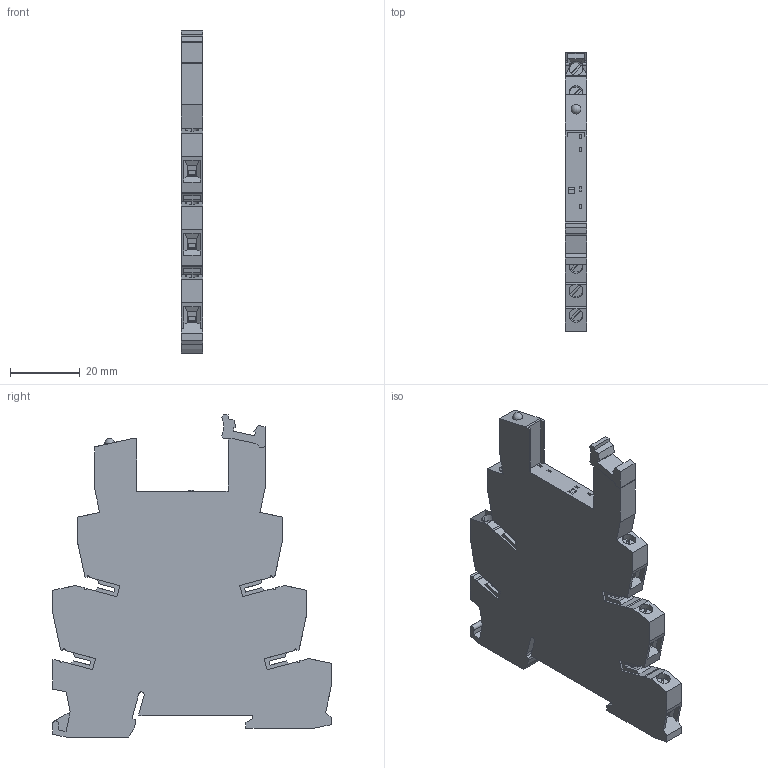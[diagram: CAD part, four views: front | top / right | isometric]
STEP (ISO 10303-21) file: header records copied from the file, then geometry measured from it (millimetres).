
FILE_DESCRIPTION(('Creo Elements/Direct Modeling STEP Export'),'2;1');
FILE_NAME('model.stp','2022-11-30T11:37:38',(''),(''),'Creo Elements/Direct Modeling STEP processor for AP214 (Solid Model)','Creo Elements/Direct Modeling 20.1D 10-Oct-2020 (C) Parametric Technology GmbH','');
FILE_SCHEMA(('AUTOMOTIVE_DESIGN { 1 0 10303 214 1 1 1 1 }'));
Length unit declared in the file: millimetre
Products named in the file (2): PLC-BSC-6-ACT-SOC05-select
Assembly tree (1 placements, depth 2):
  PLC-BSC-6-ACT-SOC05-select
    PLC-BSC-6-ACT-SOC05-select
Bounding box: 6.1 x 80 x 92.6 mm (x, y, z)
Volume: 28031 mm3; surface area: 13366.8 mm2
Topology: 1 solids, 1 shells, 338 faces, 948 edges, 635 vertices
Faces by surface type: plane 313, cylinder 24, sphere 1
Entity records: 11275 total; most frequent: ORIENTED_EDGE 1884, CARTESIAN_POINT 1818, DIRECTION 1533, EDGE_CURVE 942, VECTOR 837, LINE 837, VERTEX_POINT 633, EDGE_LOOP 365
